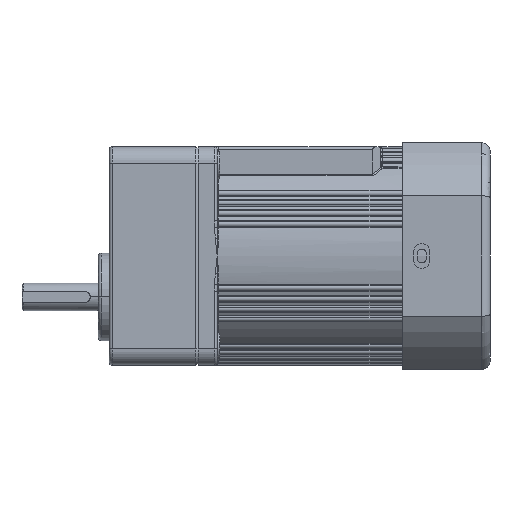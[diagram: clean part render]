
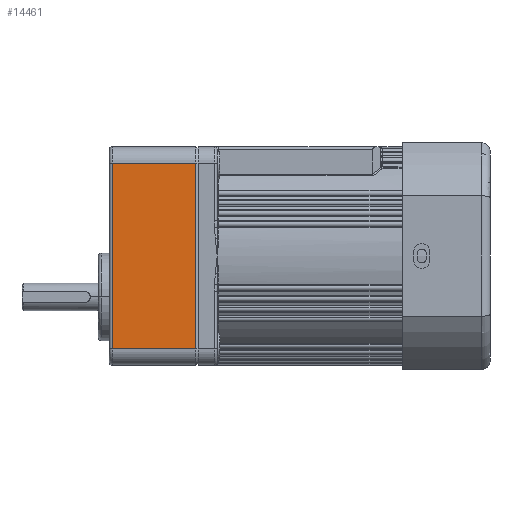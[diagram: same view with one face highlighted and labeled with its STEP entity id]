
A CAD part, left-side view. The second image highlights one B-rep face of the part: STEP entity #14461.
In plain terms, the highlighted face is planar.
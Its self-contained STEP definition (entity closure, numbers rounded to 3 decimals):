
#801 = VECTOR ( 'NONE', #26483, 1000. ) ;
#1068 = DIRECTION ( 'NONE',  ( 0., -1., 0. ) ) ;
#1129 = CARTESIAN_POINT ( 'NONE',  ( 40., -34., -1. ) ) ;
#2726 = EDGE_CURVE ( 'NONE', #30615, #11613, #16380, .T. ) ;
#3263 = VECTOR ( 'NONE', #1068, 1000. ) ;
#8961 = VECTOR ( 'NONE', #22576, 1000. ) ;
#9780 = ORIENTED_EDGE ( 'NONE', *, *, #21518, .T. ) ;
#10621 = CARTESIAN_POINT ( 'NONE',  ( 40., 34., -32.5 ) ) ;
#11395 = DIRECTION ( 'NONE',  ( 0., 0., 1. ) ) ;
#11548 = VERTEX_POINT ( 'NONE', #21463 ) ;
#11613 = VERTEX_POINT ( 'NONE', #1129 ) ;
#11745 = ORIENTED_EDGE ( 'NONE', *, *, #13795, .T. ) ;
#12698 = DIRECTION ( 'NONE',  ( 1., 0., 0. ) ) ;
#13319 = ORIENTED_EDGE ( 'NONE', *, *, #34007, .T. ) ;
#13476 = CARTESIAN_POINT ( 'NONE',  ( 40., -34., -31.5 ) ) ;
#13795 = EDGE_CURVE ( 'NONE', #29053, #11613, #32265, .T. ) ;
#14461 = ADVANCED_FACE ( 'NONE', ( #25214 ), #25900, .T. ) ;
#16380 = LINE ( 'NONE', #27250, #30497 ) ;
#16851 = LINE ( 'NONE', #19890, #8961 ) ;
#16909 = CARTESIAN_POINT ( 'NONE',  ( 40., 34., -1. ) ) ;
#17783 = CARTESIAN_POINT ( 'NONE',  ( 40., 34., -32.5 ) ) ;
#19890 = CARTESIAN_POINT ( 'NONE',  ( 40., 34., -31.5 ) ) ;
#21463 = CARTESIAN_POINT ( 'NONE',  ( 40., 34., -31.5 ) ) ;
#21518 = EDGE_CURVE ( 'NONE', #30615, #11548, #16851, .T. ) ;
#22101 = EDGE_LOOP ( 'NONE', ( #24039, #9780, #13319, #11745 ) ) ;
#22576 = DIRECTION ( 'NONE',  ( 0., 1., 0. ) ) ;
#22757 = LINE ( 'NONE', #10621, #801 ) ;
#24039 = ORIENTED_EDGE ( 'NONE', *, *, #2726, .F. ) ;
#25214 = FACE_OUTER_BOUND ( 'NONE', #22101, .T. ) ;
#25278 = CARTESIAN_POINT ( 'NONE',  ( 40., 34., -1. ) ) ;
#25900 = PLANE ( 'NONE',  #31080 ) ;
#26483 = DIRECTION ( 'NONE',  ( 0., 0., 1. ) ) ;
#27250 = CARTESIAN_POINT ( 'NONE',  ( 40., -34., -32.5 ) ) ;
#29053 = VERTEX_POINT ( 'NONE', #25278 ) ;
#30497 = VECTOR ( 'NONE', #11395, 1000. ) ;
#30615 = VERTEX_POINT ( 'NONE', #13476 ) ;
#31080 = AXIS2_PLACEMENT_3D ( 'NONE', #17783, #12698, #31211 ) ;
#31211 = DIRECTION ( 'NONE',  ( 0., 1., 0. ) ) ;
#32265 = LINE ( 'NONE', #16909, #3263 ) ;
#34007 = EDGE_CURVE ( 'NONE', #11548, #29053, #22757, .T. ) ;
